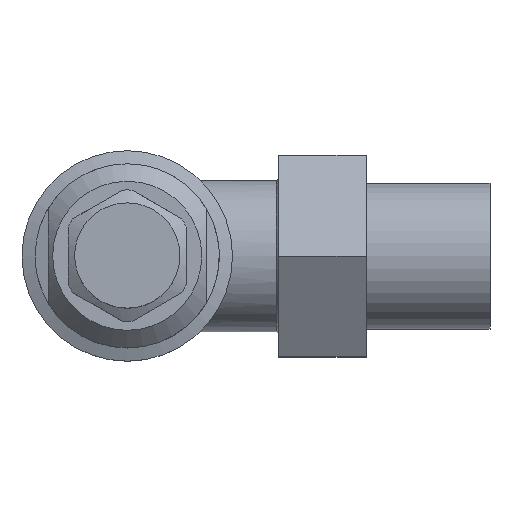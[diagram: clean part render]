
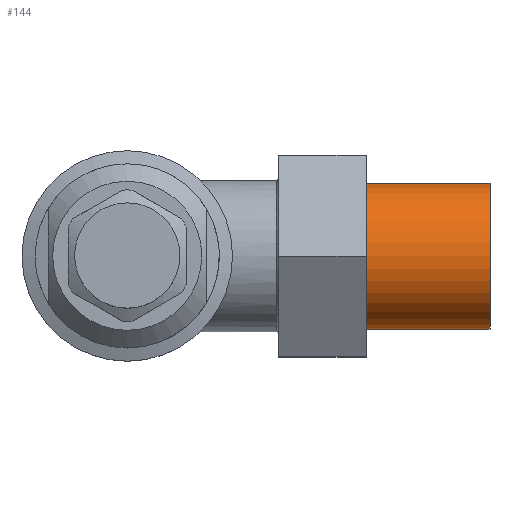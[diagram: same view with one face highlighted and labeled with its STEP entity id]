
A CAD part, top view. The second image highlights one B-rep face of the part: STEP entity #144.
In plain terms, the highlighted cylindrical face has radius 16.625 mm (diameter 33.25 mm), a full revolution.
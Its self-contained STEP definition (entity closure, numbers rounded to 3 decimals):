
#144 = ADVANCED_FACE( '', ( #340, #341 ), #342, .T. );
#340 = FACE_OUTER_BOUND( '', #609, .T. );
#341 = FACE_OUTER_BOUND( '', #610, .T. );
#342 = CYLINDRICAL_SURFACE( '', #611, 16.625 );
#609 = EDGE_LOOP( '', ( #1260 ) );
#610 = EDGE_LOOP( '', ( #1261 ) );
#611 = AXIS2_PLACEMENT_3D( '', #1262, #1263, #1264 );
#1260 = ORIENTED_EDGE( '', *, *, #1804, .F. );
#1261 = ORIENTED_EDGE( '', *, *, #1827, .T. );
#1262 = CARTESIAN_POINT( '', ( -60., 0., 0. ) );
#1263 = DIRECTION( '', ( 1., 0., 0. ) );
#1264 = DIRECTION( '', ( 0., 0., 1. ) );
#1804 = EDGE_CURVE( '', #2200, #2200, #2201, .F. );
#1827 = EDGE_CURVE( '', #2240, #2240, #2241, .T. );
#2200 = VERTEX_POINT( '', #2938 );
#2201 = CIRCLE( '', #2939, 16.625 );
#2240 = VERTEX_POINT( '', #2997 );
#2241 = CIRCLE( '', #2998, 16.625 );
#2938 = CARTESIAN_POINT( '', ( 54.5, 0., -16.625 ) );
#2939 = AXIS2_PLACEMENT_3D( '', #3669, #3670, #3671 );
#2997 = CARTESIAN_POINT( '', ( 82.722, 0., 16.625 ) );
#2998 = AXIS2_PLACEMENT_3D( '', #3700, #3701, #3702 );
#3669 = CARTESIAN_POINT( '', ( 54.5, 0., 0. ) );
#3670 = DIRECTION( '', ( 1., 0., 0. ) );
#3671 = DIRECTION( '', ( 0., 0., -1. ) );
#3700 = CARTESIAN_POINT( '', ( 82.722, 0., 0. ) );
#3701 = DIRECTION( '', ( -1., 0., 0. ) );
#3702 = DIRECTION( '', ( 0., 0., 1. ) );
